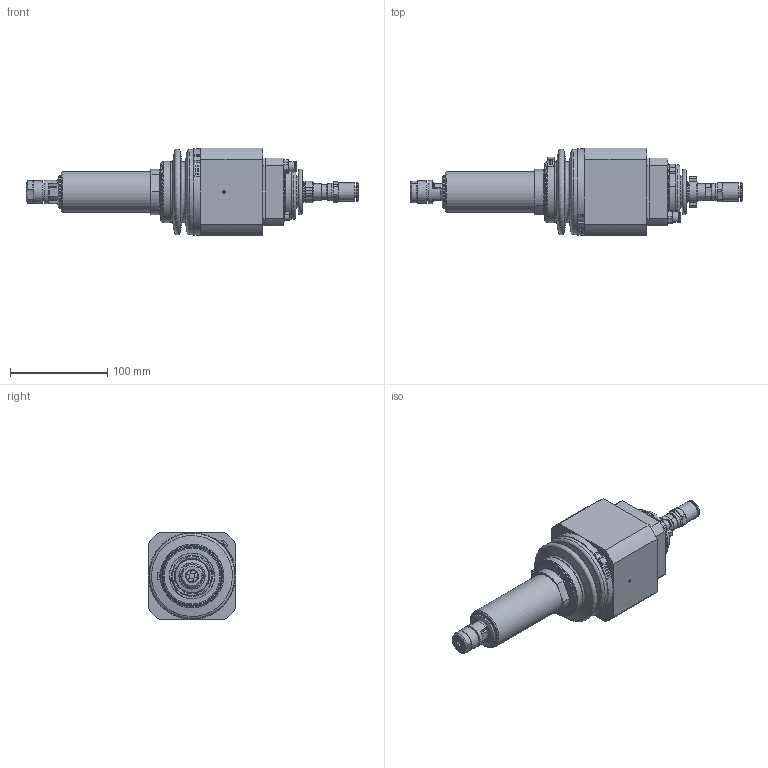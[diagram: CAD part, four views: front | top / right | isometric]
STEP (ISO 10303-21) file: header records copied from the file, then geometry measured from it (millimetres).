
FILE_DESCRIPTION(/* description */ (''),/* implementation_level */ '2;1');
FILE_NAME(/* name */ 'VSpin 200_00517235.stp',/* time_stamp */ '2020-06-04T09:35:49+02:00',/* author */ ('rmorof'),/* organization */ (''),/* preprocessor_version */ 'ST-DEVELOPER v18.1',/* originating_system */ 'Autodesk Inventor 2021',/* authorisation */ '');
FILE_SCHEMA (('AUTOMOTIVE_DESIGN { 1 0 10303 214 3 1 1 }'));
Length unit declared in the file: millimetre
Products named in the file (1): VSpin 200_00517235
Bounding box: 340.89 x 90 x 90 mm (x, y, z)
Volume: 1002959.2 mm3; surface area: 96189.2 mm2
Topology: 2 solids, 18 shells, 978 faces, 2810 edges, 1844 vertices
Faces by surface type: plane 463, cylinder 300, cone 157, bspline 39, torus 19
Full cylindrical faces by diameter (mm): 0.8 x2, 2 x3, 2.5 x4, 2.54 x1, 2.642 x1, 3 x6, 3.1 x2, 3.175 x1, 3.5 x2, 4.2 x1, 4.917 x4, 5 x2, 5.5 x4, 5.6 x1, 5.7 x1, 5.999 x2, 6 x4, 6.045 x1, 6.5 x4, 6.6 x1, 7.2 x1, 8 x1, 8.565 x1, 8.566 x2, 8.85 x1, 9 x1, 9.9 x1, 10.6 x1, 11 x2, 11.5 x1
Entity records: 37968 total; most frequent: CARTESIAN_POINT 11196, ORIENTED_EDGE 5585, DIRECTION 5331, EDGE_CURVE 2795, AXIS2_PLACEMENT_3D 2042, VERTEX_POINT 1844, LINE 1247, VECTOR 1247
